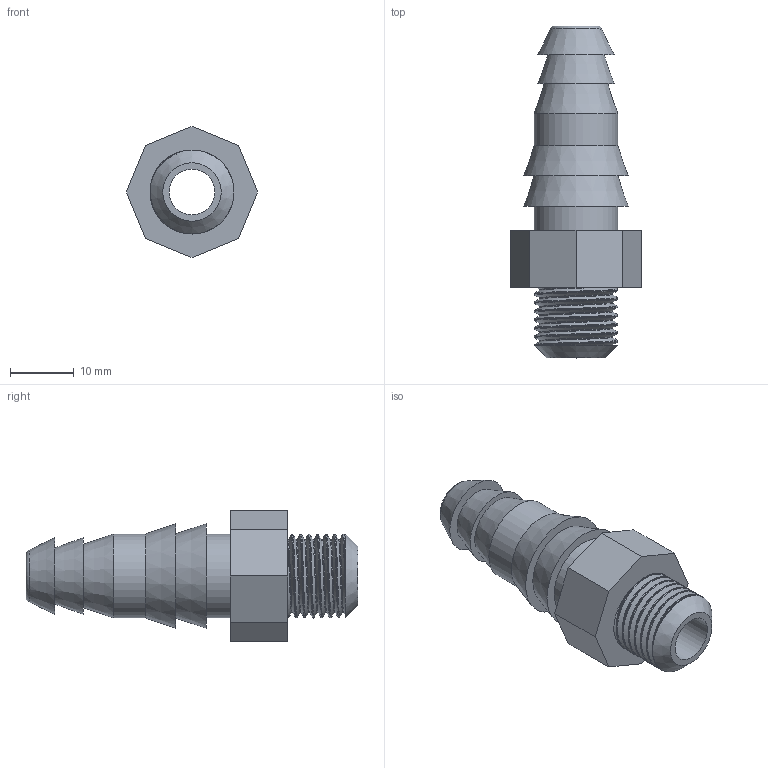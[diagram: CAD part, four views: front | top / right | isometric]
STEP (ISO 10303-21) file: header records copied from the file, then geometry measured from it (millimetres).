
FILE_DESCRIPTION(/* description */ (''),/* implementation_level */ '2;1');
FILE_NAME(/* name */ 'HN610120.ipt.stp',/* time_stamp */ '2017-01-25T10:25:05+01:00',/* author */ ('Gabriele'),/* organization */ (''),/* preprocessor_version */ 'ST-DEVELOPER v16.5',/* originating_system */ 'Autodesk Inventor 2017',/* authorisation */ '');
FILE_SCHEMA (('AUTOMOTIVE_DESIGN { 1 0 10303 214 3 1 1 }'));
Length unit declared in the file: millimetre
Products named in the file (1): HN610120
Bounding box: 20.57 x 52 x 20.57 mm (x, y, z)
Volume: 5919.7 mm3; surface area: 5084 mm2
Topology: 2 solids, 2 shells, 37 faces, 78 edges, 51 vertices
Faces by surface type: plane 18, cylinder 6, cone 6, bspline 6, torus 1
Full cylindrical faces by diameter (mm): 7.16 x1, 11.415 x2, 13.16 x2
Entity records: 4114 total; most frequent: CARTESIAN_POINT 3371, DIRECTION 132, ORIENTED_EDGE 130, EDGE_CURVE 65, EDGE_LOOP 59, AXIS2_PLACEMENT_3D 54, VERTEX_POINT 50, FACE_OUTER_BOUND 37
